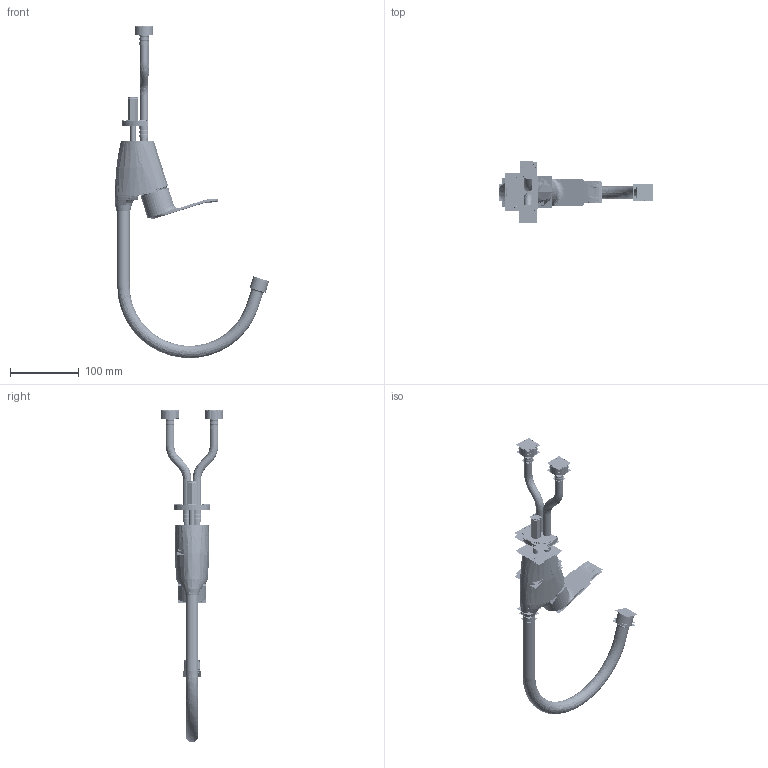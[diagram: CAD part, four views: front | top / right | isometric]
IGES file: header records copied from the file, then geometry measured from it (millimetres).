
Start section:  PTC IGES file: assembly-neo_asm.igs
Global section: file name: assembly-neo_asm.igs; native system: Creo Parametric by PTC Inc.; preprocessor: 2019224; author: 10114295; organization: Unknown; date: 20210728.100506; units: millimetre
Bounding box: 224.65 x 90.05 x 482.32 mm (x, y, z)
Volume: 1142841.6 mm3; surface area: 5464354.8 mm2
Topology: 100 solids, 62 shells, 3298 faces, 20757 edges, 29654 vertices
Faces by surface type: revolution 2166, bspline 1126, extrusion 6
